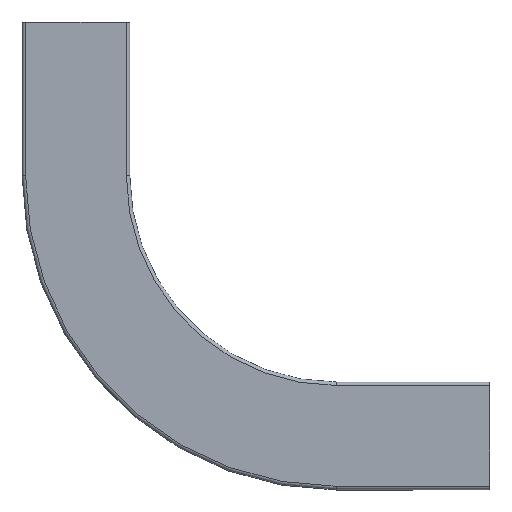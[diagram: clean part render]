
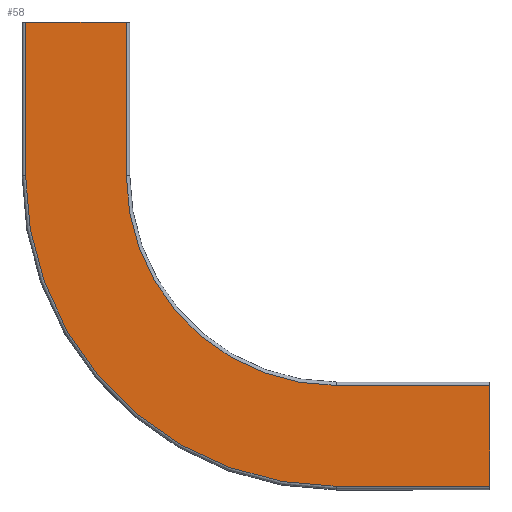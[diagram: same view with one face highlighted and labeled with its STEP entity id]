
A CAD part, top view. The second image highlights one B-rep face of the part: STEP entity #58.
In plain terms, the highlighted face is planar.
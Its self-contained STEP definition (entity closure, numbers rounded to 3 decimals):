
#22 = EDGE_CURVE ( 'NONE', #1046, #892, #1380, .T. ) ;
#37 = LINE ( 'NONE', #1506, #41 ) ;
#39 = AXIS2_PLACEMENT_3D ( 'NONE', #1003, #1312, #704 ) ;
#41 = VECTOR ( 'NONE', #730, 1000. ) ;
#48 = VERTEX_POINT ( 'NONE', #70 ) ;
#58 = ADVANCED_FACE ( 'NONE', ( #1410 ), #191, .T. ) ;
#61 = DIRECTION ( 'NONE',  ( -1., 0., 0. ) ) ;
#70 = CARTESIAN_POINT ( 'NONE',  ( -90., 1., 0. ) ) ;
#97 = VERTEX_POINT ( 'NONE', #299 ) ;
#136 = LINE ( 'NONE', #374, #169 ) ;
#145 = CARTESIAN_POINT ( 'NONE',  ( -90., 1., 0. ) ) ;
#169 = VECTOR ( 'NONE', #625, 1000. ) ;
#175 = VERTEX_POINT ( 'NONE', #854 ) ;
#191 = PLANE ( 'NONE',  #688 ) ;
#209 = CARTESIAN_POINT ( 'NONE',  ( -212.75, 182.75, 0. ) ) ;
#299 = CARTESIAN_POINT ( 'NONE',  ( -212.75, 182.75, 0. ) ) ;
#339 = LINE ( 'NONE', #584, #858 ) ;
#374 = CARTESIAN_POINT ( 'NONE',  ( 0., 61., 0. ) ) ;
#395 = ORIENTED_EDGE ( 'NONE', *, *, #720, .F. ) ;
#418 = ORIENTED_EDGE ( 'NONE', *, *, #700, .F. ) ;
#423 = CARTESIAN_POINT ( 'NONE',  ( -90., 60., 0. ) ) ;
#424 = DIRECTION ( 'NONE',  ( 0., 0., 1. ) ) ;
#474 = DIRECTION ( 'NONE',  ( 1., 0., 0. ) ) ;
#484 = VERTEX_POINT ( 'NONE', #910 ) ;
#563 = DIRECTION ( 'NONE',  ( 1., 0., 0. ) ) ;
#584 = CARTESIAN_POINT ( 'NONE',  ( -271.75, 272.75, 0. ) ) ;
#608 = EDGE_CURVE ( 'NONE', #1035, #48, #1059, .T. ) ;
#618 = EDGE_CURVE ( 'NONE', #97, #175, #1010, .T. ) ;
#622 = ORIENTED_EDGE ( 'NONE', *, *, #648, .F. ) ;
#624 = DIRECTION ( 'NONE',  ( 0., 1., 0. ) ) ;
#625 = DIRECTION ( 'NONE',  ( 0., 1., 0. ) ) ;
#633 = ORIENTED_EDGE ( 'NONE', *, *, #1533, .F. ) ;
#648 = EDGE_CURVE ( 'NONE', #892, #97, #991, .T. ) ;
#668 = CARTESIAN_POINT ( 'NONE',  ( -90., 182.75, 0. ) ) ;
#688 = AXIS2_PLACEMENT_3D ( 'NONE', #1057, #936, #61 ) ;
#700 = EDGE_CURVE ( 'NONE', #48, #983, #921, .T. ) ;
#704 = DIRECTION ( 'NONE',  ( -1., 0., 0. ) ) ;
#720 = EDGE_CURVE ( 'NONE', #175, #484, #37, .T. ) ;
#730 = DIRECTION ( 'NONE',  ( -1., 0., 0. ) ) ;
#807 = CARTESIAN_POINT ( 'NONE',  ( 0., 60., 0. ) ) ;
#854 = CARTESIAN_POINT ( 'NONE',  ( -212.75, 272.75, 0. ) ) ;
#857 = ORIENTED_EDGE ( 'NONE', *, *, #1286, .F. ) ;
#858 = VECTOR ( 'NONE', #1076, 1000. ) ;
#876 = ORIENTED_EDGE ( 'NONE', *, *, #22, .F. ) ;
#892 = VERTEX_POINT ( 'NONE', #423 ) ;
#908 = VECTOR ( 'NONE', #563, 1000. ) ;
#910 = CARTESIAN_POINT ( 'NONE',  ( -271.75, 272.75, 0. ) ) ;
#921 = LINE ( 'NONE', #145, #908 ) ;
#936 = DIRECTION ( 'NONE',  ( 0., 0., -1. ) ) ;
#983 = VERTEX_POINT ( 'NONE', #1209 ) ;
#991 = CIRCLE ( 'NONE', #39, 122.75 ) ;
#993 = VECTOR ( 'NONE', #624, 1000. ) ;
#1001 = CARTESIAN_POINT ( 'NONE',  ( 0., 60., 0. ) ) ;
#1003 = CARTESIAN_POINT ( 'NONE',  ( -90., 182.75, 0. ) ) ;
#1010 = LINE ( 'NONE', #209, #993 ) ;
#1035 = VERTEX_POINT ( 'NONE', #1230 ) ;
#1046 = VERTEX_POINT ( 'NONE', #1001 ) ;
#1057 = CARTESIAN_POINT ( 'NONE',  ( -90., 182.75, 0. ) ) ;
#1059 = CIRCLE ( 'NONE', #1398, 181.75 ) ;
#1073 = DIRECTION ( 'NONE',  ( -1., 0., 0. ) ) ;
#1076 = DIRECTION ( 'NONE',  ( 0., -1., 0. ) ) ;
#1209 = CARTESIAN_POINT ( 'NONE',  ( 0., 1., 0. ) ) ;
#1230 = CARTESIAN_POINT ( 'NONE',  ( -271.75, 182.75, 0. ) ) ;
#1249 = ORIENTED_EDGE ( 'NONE', *, *, #608, .F. ) ;
#1286 = EDGE_CURVE ( 'NONE', #484, #1035, #339, .T. ) ;
#1312 = DIRECTION ( 'NONE',  ( 0., 0., -1. ) ) ;
#1349 = EDGE_LOOP ( 'NONE', ( #1462, #622, #876, #633, #418, #1249, #857, #395 ) ) ;
#1359 = VECTOR ( 'NONE', #1073, 1000. ) ;
#1380 = LINE ( 'NONE', #807, #1359 ) ;
#1398 = AXIS2_PLACEMENT_3D ( 'NONE', #668, #424, #474 ) ;
#1410 = FACE_OUTER_BOUND ( 'NONE', #1349, .T. ) ;
#1462 = ORIENTED_EDGE ( 'NONE', *, *, #618, .F. ) ;
#1506 = CARTESIAN_POINT ( 'NONE',  ( -272.75, 272.75, 0. ) ) ;
#1533 = EDGE_CURVE ( 'NONE', #983, #1046, #136, .T. ) ;
